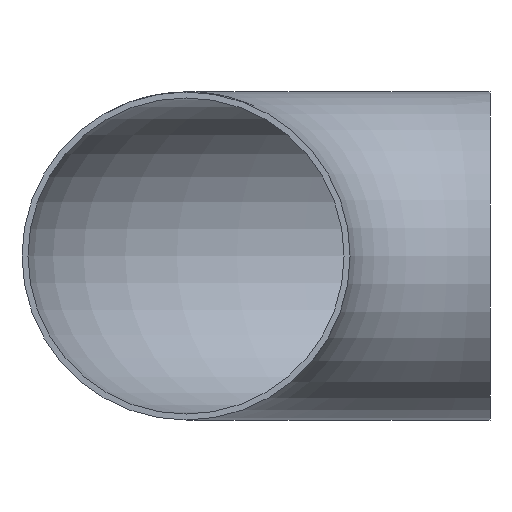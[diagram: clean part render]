
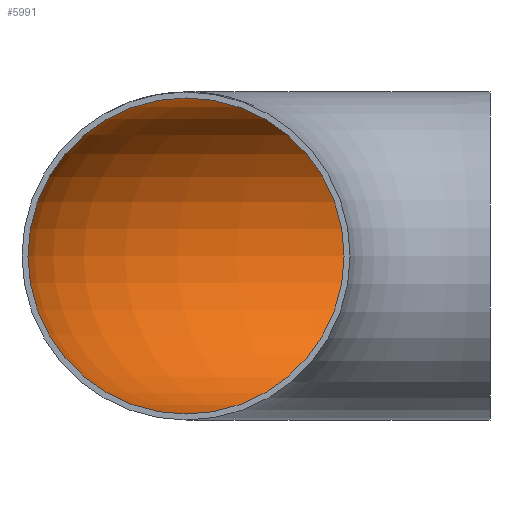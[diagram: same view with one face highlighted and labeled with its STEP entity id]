
A CAD part, front view. The second image highlights one B-rep face of the part: STEP entity #5991.
In plain terms, the highlighted toroidal (fillet/blend) face has major radius 203 mm and minor radius 105.55 mm.
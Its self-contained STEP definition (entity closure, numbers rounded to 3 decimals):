
#2446 = CIRCLE ( 'NONE', #11675, 105.55 ) ;
#2504 = DIRECTION ( 'NONE',  ( 1., 0., 0. ) ) ;
#4007 = AXIS2_PLACEMENT_3D ( 'NONE', #16821, #6584, #20888 ) ;
#4961 = VERTEX_POINT ( 'NONE', #8517 ) ;
#5186 = ORIENTED_EDGE ( 'NONE', *, *, #7004, .T. ) ;
#5991 = ADVANCED_FACE ( 'NONE', ( #10110, #21796 ), #10863, .F. ) ;
#6584 = DIRECTION ( 'NONE',  ( 0., 1., 0. ) ) ;
#6802 = VERTEX_POINT ( 'NONE', #8643 ) ;
#7004 = EDGE_CURVE ( 'NONE', #6802, #6802, #2446, .T. ) ;
#7104 = EDGE_LOOP ( 'NONE', ( #5186 ) ) ;
#7604 = CARTESIAN_POINT ( 'NONE',  ( 0., 0., 0. ) ) ;
#8205 = CIRCLE ( 'NONE', #4007, 105.55 ) ;
#8517 = CARTESIAN_POINT ( 'NONE',  ( -203., 0., 105.55 ) ) ;
#8643 = CARTESIAN_POINT ( 'NONE',  ( 0., 308.55, 0. ) ) ;
#10110 = FACE_OUTER_BOUND ( 'NONE', #7104, .T. ) ;
#10863 = TOROIDAL_SURFACE ( 'NONE', #18821, 203., 105.55 ) ;
#10965 = EDGE_LOOP ( 'NONE', ( #20129 ) ) ;
#11675 = AXIS2_PLACEMENT_3D ( 'NONE', #24564, #2504, #18402 ) ;
#12077 = DIRECTION ( 'NONE',  ( 0., 0., -1. ) ) ;
#12315 = EDGE_CURVE ( 'NONE', #4961, #4961, #8205, .T. ) ;
#16821 = CARTESIAN_POINT ( 'NONE',  ( -203., 0., 0. ) ) ;
#18402 = DIRECTION ( 'NONE',  ( 0., 1., 0. ) ) ;
#18821 = AXIS2_PLACEMENT_3D ( 'NONE', #7604, #12077, #20216 ) ;
#20129 = ORIENTED_EDGE ( 'NONE', *, *, #12315, .F. ) ;
#20216 = DIRECTION ( 'NONE',  ( -1., 0., 0. ) ) ;
#20888 = DIRECTION ( 'NONE',  ( 0., 0., 1. ) ) ;
#21796 = FACE_OUTER_BOUND ( 'NONE', #10965, .T. ) ;
#24564 = CARTESIAN_POINT ( 'NONE',  ( 0., 203., 0. ) ) ;
